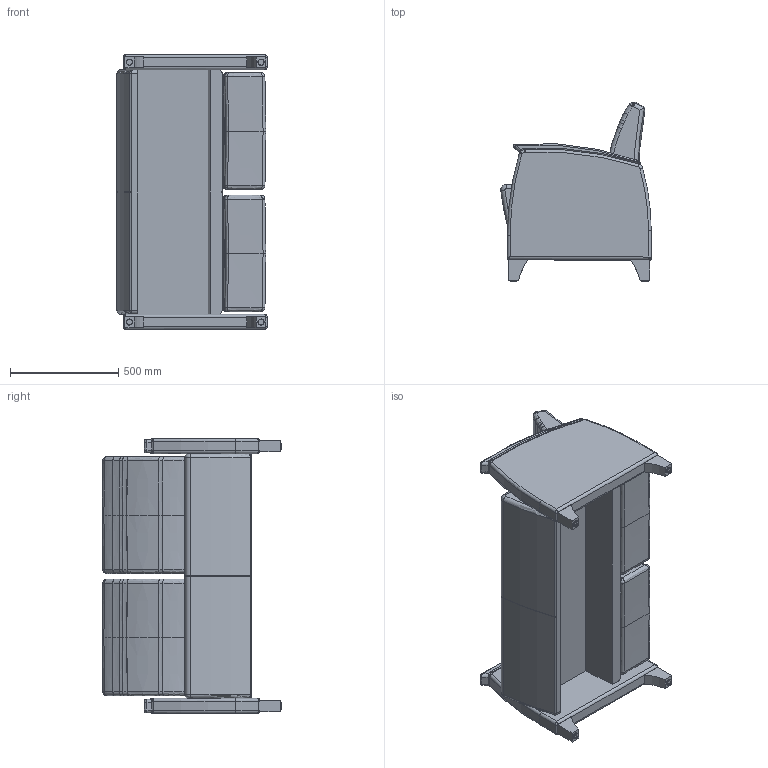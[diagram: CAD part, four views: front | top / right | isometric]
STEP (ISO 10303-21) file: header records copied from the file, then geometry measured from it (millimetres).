
FILE_DESCRIPTION(/* description */ (''),/* implementation_level */ '2;1');
FILE_NAME(/* name */ 'KOU20J.stp',/* time_stamp */ '2017-09-12T16:15:02-04:00',/* author */ ('emehringer'),/* organization */ (''),/* preprocessor_version */ 'ST-DEVELOPER v16.5',/* originating_system */ 'Autodesk Inventor 2017',/* authorisation */ '');
FILE_SCHEMA (('AUTOMOTIVE_DESIGN { 1 0 10303 214 3 1 1 }'));
Length unit declared in the file: inch
Products named in the file (8): KOU20U-W (SYMBOL); NEW KOU LEG; NEW KOU LEG_1; GLIDE APFAA06-1; KOU20 USEAT; KOD10 ARM2; E1010 MAC BLK; KOU10 NEW BACK
Assembly tree (13 placements, depth 3):
  KOU20U-W (SYMBOL)
    NEW KOU LEG  x4
      NEW KOU LEG_1
      GLIDE APFAA06-1
    KOU20 USEAT
    KOD10 ARM2  x2
    E1010 MAC BLK  x2
    KOU10 NEW BACK  x2
Bounding box: 694.61 x 828.37 x 1270 mm (x, y, z)
Volume: 241098874.8 mm3; surface area: 6101219.8 mm2
Topology: 31 solids, 31 shells, 652 faces, 1502 edges, 904 vertices
Faces by surface type: bspline 208, plane 198, cylinder 118, torus 64, cone 64
Full cylindrical faces by diameter (mm): 4.366 x6, 10.77 x4, 16.002 x4, 19.05 x4, 28.575 x4
Entity records: 11690 total; most frequent: CARTESIAN_POINT 5315, ORIENTED_EDGE 1290, DIRECTION 1273, EDGE_CURVE 645, AXIS2_PLACEMENT_3D 554, VERTEX_POINT 390, EDGE_LOOP 303, CIRCLE 300
